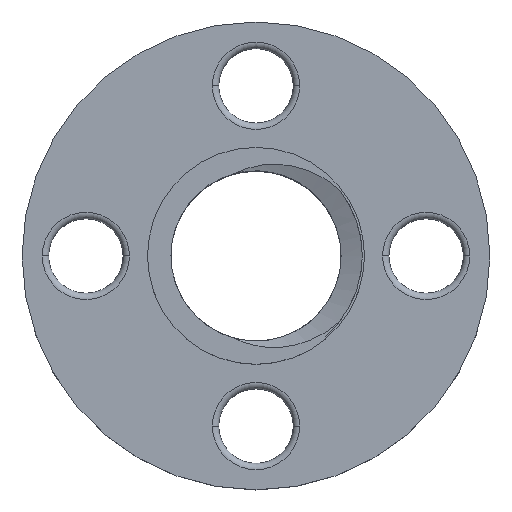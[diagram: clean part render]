
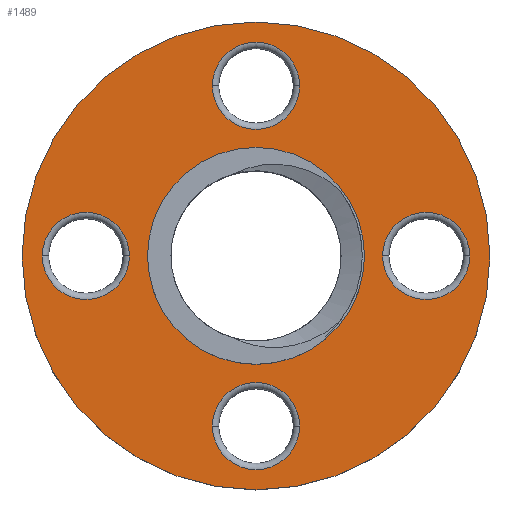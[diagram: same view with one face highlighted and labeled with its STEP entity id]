
A CAD part, top view. The second image highlights one B-rep face of the part: STEP entity #1489.
In plain terms, the highlighted planar face has unit normal (0, 0, 1).
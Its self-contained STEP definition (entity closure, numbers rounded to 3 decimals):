
#19 = CARTESIAN_POINT ( 'NONE',  ( -11., 0., 0. ) ) ;
#24 = CARTESIAN_POINT ( 'NONE',  ( 0., 0., 0. ) ) ;
#34 = CIRCLE ( 'NONE', #2903, 2.05 ) ;
#55 = DIRECTION ( 'NONE',  ( 1., 0., 0. ) ) ;
#87 = AXIS2_PLACEMENT_3D ( 'NONE', #411, #1444, #614 ) ;
#96 = FACE_BOUND ( 'NONE', #1540, .T. ) ;
#108 = CARTESIAN_POINT ( 'NONE',  ( 11., 0., 0. ) ) ;
#130 = AXIS2_PLACEMENT_3D ( 'NONE', #694, #2970, #1212 ) ;
#180 = AXIS2_PLACEMENT_3D ( 'NONE', #1217, #483, #681 ) ;
#252 = CIRCLE ( 'NONE', #2264, 2.05 ) ;
#269 = EDGE_CURVE ( 'NONE', #2282, #2644, #1525, .T. ) ;
#298 = AXIS2_PLACEMENT_3D ( 'NONE', #862, #3143, #822 ) ;
#395 = CARTESIAN_POINT ( 'NONE',  ( -10.05, 0., 0. ) ) ;
#411 = CARTESIAN_POINT ( 'NONE',  ( 0., 0., 0. ) ) ;
#483 = DIRECTION ( 'NONE',  ( 0., 0., 1. ) ) ;
#489 = ORIENTED_EDGE ( 'NONE', *, *, #1601, .T. ) ;
#514 = CIRCLE ( 'NONE', #2378, 2.05 ) ;
#531 = VERTEX_POINT ( 'NONE', #395 ) ;
#568 = FACE_BOUND ( 'NONE', #3086, .T. ) ;
#592 = CARTESIAN_POINT ( 'NONE',  ( 0., 8., 0. ) ) ;
#614 = DIRECTION ( 'NONE',  ( 1., 0., 0. ) ) ;
#650 = EDGE_CURVE ( 'NONE', #3178, #1296, #2737, .T. ) ;
#665 = AXIS2_PLACEMENT_3D ( 'NONE', #2211, #1746, #1451 ) ;
#681 = DIRECTION ( 'NONE',  ( 1., 0., 0. ) ) ;
#694 = CARTESIAN_POINT ( 'NONE',  ( -8., 0., 0. ) ) ;
#704 = CARTESIAN_POINT ( 'NONE',  ( 5.95, 0., 0. ) ) ;
#711 = ORIENTED_EDGE ( 'NONE', *, *, #2705, .T. ) ;
#822 = DIRECTION ( 'NONE',  ( 1., 0., 0. ) ) ;
#827 = CARTESIAN_POINT ( 'NONE',  ( 0., -8., 0. ) ) ;
#862 = CARTESIAN_POINT ( 'NONE',  ( 0., 0., 0. ) ) ;
#870 = VERTEX_POINT ( 'NONE', #1277 ) ;
#876 = FACE_OUTER_BOUND ( 'NONE', #1291, .T. ) ;
#896 = AXIS2_PLACEMENT_3D ( 'NONE', #1977, #2515, #2457 ) ;
#960 = VERTEX_POINT ( 'NONE', #108 ) ;
#1052 = ORIENTED_EDGE ( 'NONE', *, *, #269, .T. ) ;
#1058 = EDGE_LOOP ( 'NONE', ( #1204, #2838 ) ) ;
#1074 = EDGE_CURVE ( 'NONE', #2757, #2666, #3003, .T. ) ;
#1077 = FACE_BOUND ( 'NONE', #1058, .T. ) ;
#1091 = EDGE_CURVE ( 'NONE', #2847, #531, #1378, .T. ) ;
#1118 = CIRCLE ( 'NONE', #2326, 11. ) ;
#1128 = DIRECTION ( 'NONE',  ( 1., 0., 0. ) ) ;
#1171 = VERTEX_POINT ( 'NONE', #2456 ) ;
#1204 = ORIENTED_EDGE ( 'NONE', *, *, #1293, .T. ) ;
#1212 = DIRECTION ( 'NONE',  ( 1., 0., 0. ) ) ;
#1217 = CARTESIAN_POINT ( 'NONE',  ( 0., 0., 0. ) ) ;
#1264 = CIRCLE ( 'NONE', #87, 11. ) ;
#1273 = EDGE_CURVE ( 'NONE', #2666, #2757, #514, .T. ) ;
#1274 = ORIENTED_EDGE ( 'NONE', *, *, #1989, .T. ) ;
#1277 = CARTESIAN_POINT ( 'NONE',  ( -2.05, -8., 0. ) ) ;
#1291 = EDGE_LOOP ( 'NONE', ( #1769, #489 ) ) ;
#1293 = EDGE_CURVE ( 'NONE', #1171, #870, #3262, .T. ) ;
#1296 = VERTEX_POINT ( 'NONE', #1833 ) ;
#1325 = CIRCLE ( 'NONE', #2165, 5.1 ) ;
#1341 = PLANE ( 'NONE',  #298 ) ;
#1366 = CARTESIAN_POINT ( 'NONE',  ( 0., 8., 0. ) ) ;
#1378 = CIRCLE ( 'NONE', #130, 2.05 ) ;
#1444 = DIRECTION ( 'NONE',  ( 0., 0., 1. ) ) ;
#1451 = DIRECTION ( 'NONE',  ( 1., 0., 0. ) ) ;
#1465 = CARTESIAN_POINT ( 'NONE',  ( 8., 0., 0. ) ) ;
#1466 = AXIS2_PLACEMENT_3D ( 'NONE', #827, #3116, #1128 ) ;
#1489 = ADVANCED_FACE ( 'NONE', ( #1553, #568, #1590, #1077, #96, #876 ), #1341, .T. ) ;
#1525 = CIRCLE ( 'NONE', #665, 2.05 ) ;
#1540 = EDGE_LOOP ( 'NONE', ( #711, #1052 ) ) ;
#1553 = FACE_BOUND ( 'NONE', #1667, .T. ) ;
#1586 = AXIS2_PLACEMENT_3D ( 'NONE', #592, #2710, #2986 ) ;
#1590 = FACE_BOUND ( 'NONE', #2123, .T. ) ;
#1601 = EDGE_CURVE ( 'NONE', #2078, #960, #1264, .T. ) ;
#1667 = EDGE_LOOP ( 'NONE', ( #2872, #2496 ) ) ;
#1678 = CIRCLE ( 'NONE', #896, 2.05 ) ;
#1746 = DIRECTION ( 'NONE',  ( 0., 0., -1. ) ) ;
#1761 = DIRECTION ( 'NONE',  ( 1., 0., 0. ) ) ;
#1769 = ORIENTED_EDGE ( 'NONE', *, *, #2871, .T. ) ;
#1833 = CARTESIAN_POINT ( 'NONE',  ( 5.1, 0., 0. ) ) ;
#1953 = CARTESIAN_POINT ( 'NONE',  ( -5.1, 0., 0. ) ) ;
#1977 = CARTESIAN_POINT ( 'NONE',  ( 0., -8., 0. ) ) ;
#1989 = EDGE_CURVE ( 'NONE', #531, #2847, #252, .T. ) ;
#2078 = VERTEX_POINT ( 'NONE', #19 ) ;
#2123 = EDGE_LOOP ( 'NONE', ( #2799, #1274 ) ) ;
#2165 = AXIS2_PLACEMENT_3D ( 'NONE', #3078, #3130, #2577 ) ;
#2168 = DIRECTION ( 'NONE',  ( 0., 0., 1. ) ) ;
#2211 = CARTESIAN_POINT ( 'NONE',  ( 8., 0., 0. ) ) ;
#2264 = AXIS2_PLACEMENT_3D ( 'NONE', #2586, #2303, #55 ) ;
#2282 = VERTEX_POINT ( 'NONE', #704 ) ;
#2303 = DIRECTION ( 'NONE',  ( 0., 0., -1. ) ) ;
#2326 = AXIS2_PLACEMENT_3D ( 'NONE', #24, #2168, #3150 ) ;
#2378 = AXIS2_PLACEMENT_3D ( 'NONE', #1366, #2835, #3100 ) ;
#2456 = CARTESIAN_POINT ( 'NONE',  ( 2.05, -8., 0. ) ) ;
#2457 = DIRECTION ( 'NONE',  ( 1., 0., 0. ) ) ;
#2479 = DIRECTION ( 'NONE',  ( 0., 0., -1. ) ) ;
#2496 = ORIENTED_EDGE ( 'NONE', *, *, #650, .F. ) ;
#2515 = DIRECTION ( 'NONE',  ( 0., 0., -1. ) ) ;
#2577 = DIRECTION ( 'NONE',  ( 1., 0., 0. ) ) ;
#2586 = CARTESIAN_POINT ( 'NONE',  ( -8., 0., 0. ) ) ;
#2623 = ORIENTED_EDGE ( 'NONE', *, *, #1273, .T. ) ;
#2644 = VERTEX_POINT ( 'NONE', #2900 ) ;
#2666 = VERTEX_POINT ( 'NONE', #3010 ) ;
#2681 = CARTESIAN_POINT ( 'NONE',  ( -2.05, 8., 0. ) ) ;
#2705 = EDGE_CURVE ( 'NONE', #2644, #2282, #34, .T. ) ;
#2710 = DIRECTION ( 'NONE',  ( 0., 0., -1. ) ) ;
#2737 = CIRCLE ( 'NONE', #180, 5.1 ) ;
#2757 = VERTEX_POINT ( 'NONE', #2681 ) ;
#2799 = ORIENTED_EDGE ( 'NONE', *, *, #1091, .T. ) ;
#2832 = EDGE_CURVE ( 'NONE', #870, #1171, #1678, .T. ) ;
#2835 = DIRECTION ( 'NONE',  ( 0., 0., -1. ) ) ;
#2838 = ORIENTED_EDGE ( 'NONE', *, *, #2832, .T. ) ;
#2847 = VERTEX_POINT ( 'NONE', #2920 ) ;
#2871 = EDGE_CURVE ( 'NONE', #960, #2078, #1118, .T. ) ;
#2872 = ORIENTED_EDGE ( 'NONE', *, *, #3009, .F. ) ;
#2900 = CARTESIAN_POINT ( 'NONE',  ( 10.05, 0., 0. ) ) ;
#2903 = AXIS2_PLACEMENT_3D ( 'NONE', #1465, #2479, #1761 ) ;
#2920 = CARTESIAN_POINT ( 'NONE',  ( -5.95, 0., 0. ) ) ;
#2970 = DIRECTION ( 'NONE',  ( 0., 0., -1. ) ) ;
#2986 = DIRECTION ( 'NONE',  ( 1., 0., 0. ) ) ;
#3003 = CIRCLE ( 'NONE', #1586, 2.05 ) ;
#3004 = ORIENTED_EDGE ( 'NONE', *, *, #1074, .T. ) ;
#3009 = EDGE_CURVE ( 'NONE', #1296, #3178, #1325, .T. ) ;
#3010 = CARTESIAN_POINT ( 'NONE',  ( 2.05, 8., 0. ) ) ;
#3078 = CARTESIAN_POINT ( 'NONE',  ( 0., 0., 0. ) ) ;
#3086 = EDGE_LOOP ( 'NONE', ( #2623, #3004 ) ) ;
#3100 = DIRECTION ( 'NONE',  ( 1., 0., 0. ) ) ;
#3116 = DIRECTION ( 'NONE',  ( 0., 0., -1. ) ) ;
#3130 = DIRECTION ( 'NONE',  ( 0., 0., 1. ) ) ;
#3143 = DIRECTION ( 'NONE',  ( 0., 0., 1. ) ) ;
#3150 = DIRECTION ( 'NONE',  ( 1., 0., 0. ) ) ;
#3178 = VERTEX_POINT ( 'NONE', #1953 ) ;
#3262 = CIRCLE ( 'NONE', #1466, 2.05 ) ;
